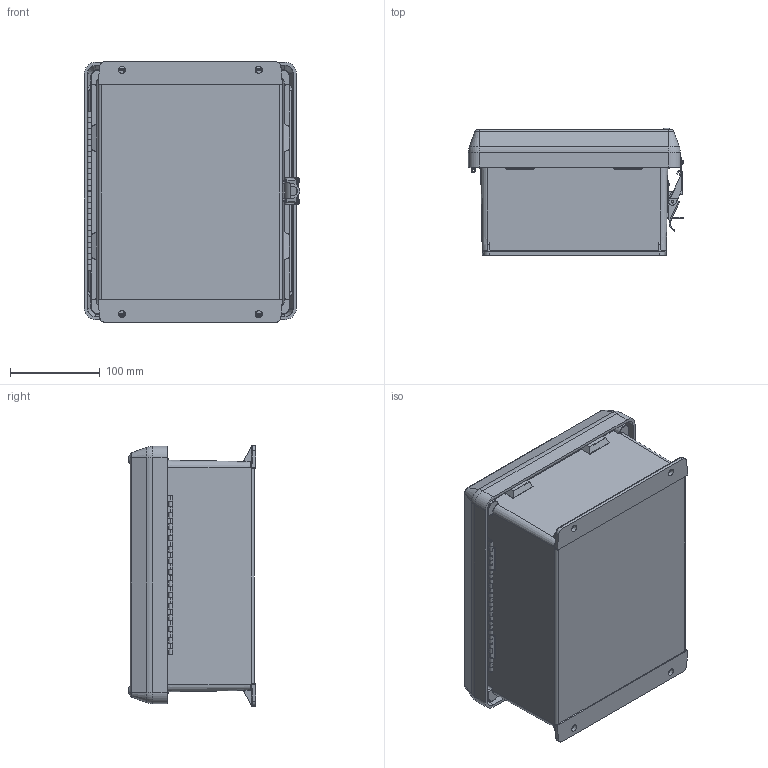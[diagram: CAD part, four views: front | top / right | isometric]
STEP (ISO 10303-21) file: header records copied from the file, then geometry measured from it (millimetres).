
FILE_DESCRIPTION (( 'STEP AP214' ), '1' );
FILE_NAME ('NBB100805.STEP', '2018-02-09T21:31:54', ( '' ), ( '' ), 'SwSTEP 2.0', 'SolidWorks 2017', '' );
FILE_SCHEMA (( 'AUTOMOTIVE_DESIGN' ));
Length unit declared in the file: inch
Products named in the file (6): NB100805-Hinge; NBB100805_Lid; NBB100805_Box; NBB100805; NB100805-DoorClasp-2; NB100805-DoorClasp-1
Assembly tree (6 placements, depth 2):
  NBB100805
    NBB100805_Box
    NBB100805_Lid
    NB100805-Hinge  x2
    NB100805-DoorClasp-1
    NB100805-DoorClasp-2
Bounding box: 240.54 x 142.05 x 291.44 mm (x, y, z)
Volume: 1154350.8 mm3; surface area: 735808.3 mm2
Topology: 9 solids, 9 shells, 1069 faces, 2701 edges, 1638 vertices
Faces by surface type: plane 436, cylinder 385, cone 90, bspline 60, sphere 52, torus 46
Full cylindrical faces by diameter (mm): 3.15 x2, 3.175 x8, 3.302 x8, 4.064 x2, 4.775 x2, 4.826 x4, 7.112 x4, 7.518 x4, 10.16 x4, 11.024 x1
Entity records: 29990 total; most frequent: CARTESIAN_POINT 7185, DIRECTION 4541, ORIENTED_EDGE 4498, EDGE_CURVE 2249, AXIS2_PLACEMENT_3D 1647, VERTEX_POINT 1443, VECTOR 1247, LINE 1247
